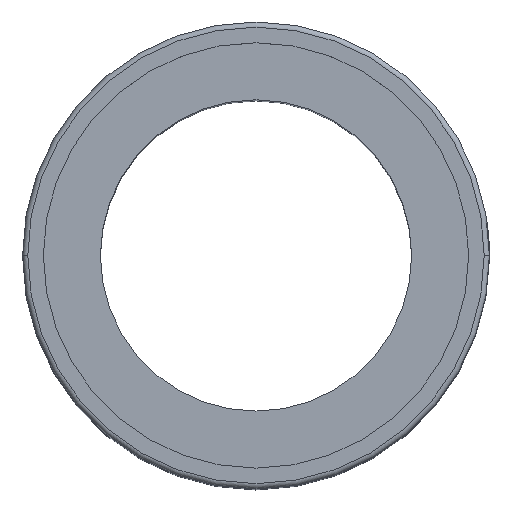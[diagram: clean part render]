
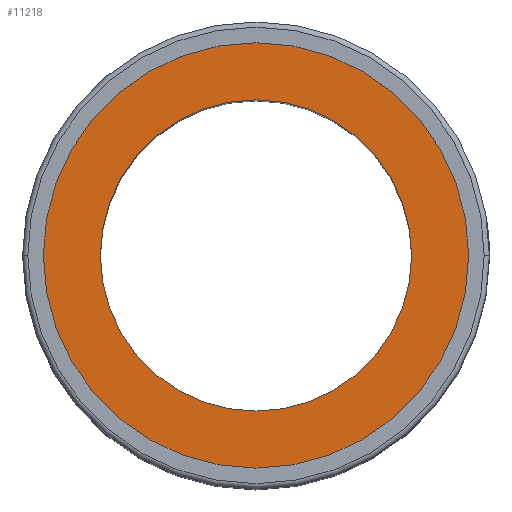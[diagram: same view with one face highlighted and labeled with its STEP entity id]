
A CAD part, top view. The second image highlights one B-rep face of the part: STEP entity #11218.
In plain terms, the highlighted planar face has unit normal (0, 0, 1).
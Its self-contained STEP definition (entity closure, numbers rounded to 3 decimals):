
#139 = VERTEX_POINT ( 'NONE', #4905 ) ;
#218 = VERTEX_POINT ( 'NONE', #14803 ) ;
#343 = AXIS2_PLACEMENT_3D ( 'NONE', #10870, #521, #9735 ) ;
#505 = DIRECTION ( 'NONE',  ( 1., 0., 0. ) ) ;
#521 = DIRECTION ( 'NONE',  ( 0., 0., 1. ) ) ;
#868 = CARTESIAN_POINT ( 'NONE',  ( 0., 0., 31.3 ) ) ;
#1249 = EDGE_CURVE ( 'NONE', #7849, #3918, #6535, .T. ) ;
#2698 = DIRECTION ( 'NONE',  ( 0., 0., 1. ) ) ;
#3918 = VERTEX_POINT ( 'NONE', #13216 ) ;
#4372 = AXIS2_PLACEMENT_3D ( 'NONE', #14232, #5979, #9537 ) ;
#4568 = AXIS2_PLACEMENT_3D ( 'NONE', #7611, #2698, #505 ) ;
#4905 = CARTESIAN_POINT ( 'NONE',  ( -20.5, 0., 31.3 ) ) ;
#5159 = EDGE_CURVE ( 'NONE', #3918, #7849, #6955, .T. ) ;
#5845 = EDGE_CURVE ( 'NONE', #218, #139, #8662, .T. ) ;
#5979 = DIRECTION ( 'NONE',  ( 0., 0., 1. ) ) ;
#6535 = CIRCLE ( 'NONE', #4372, 15. ) ;
#6600 = ORIENTED_EDGE ( 'NONE', *, *, #14219, .T. ) ;
#6772 = DIRECTION ( 'NONE',  ( 0., 0., 1. ) ) ;
#6882 = ORIENTED_EDGE ( 'NONE', *, *, #5845, .T. ) ;
#6955 = CIRCLE ( 'NONE', #4568, 15. ) ;
#7611 = CARTESIAN_POINT ( 'NONE',  ( 0., 0., 31.3 ) ) ;
#7849 = VERTEX_POINT ( 'NONE', #12188 ) ;
#8101 = PLANE ( 'NONE',  #343 ) ;
#8382 = AXIS2_PLACEMENT_3D ( 'NONE', #868, #8716, #11063 ) ;
#8662 = CIRCLE ( 'NONE', #12041, 20.5 ) ;
#8716 = DIRECTION ( 'NONE',  ( 0., 0., 1. ) ) ;
#9304 = FACE_BOUND ( 'NONE', #14562, .T. ) ;
#9336 = EDGE_LOOP ( 'NONE', ( #6882, #6600 ) ) ;
#9537 = DIRECTION ( 'NONE',  ( 1., 0., 0. ) ) ;
#9735 = DIRECTION ( 'NONE',  ( 1., 0., 0. ) ) ;
#10870 = CARTESIAN_POINT ( 'NONE',  ( 0., 0., 31.3 ) ) ;
#11063 = DIRECTION ( 'NONE',  ( 1., 0., 0. ) ) ;
#11218 = ADVANCED_FACE ( 'NONE', ( #9304, #13140 ), #8101, .T. ) ;
#11767 = CIRCLE ( 'NONE', #8382, 20.5 ) ;
#12041 = AXIS2_PLACEMENT_3D ( 'NONE', #12463, #6772, #13740 ) ;
#12188 = CARTESIAN_POINT ( 'NONE',  ( -15., 0., 31.3 ) ) ;
#12462 = ORIENTED_EDGE ( 'NONE', *, *, #5159, .F. ) ;
#12463 = CARTESIAN_POINT ( 'NONE',  ( 0., 0., 31.3 ) ) ;
#13140 = FACE_OUTER_BOUND ( 'NONE', #9336, .T. ) ;
#13216 = CARTESIAN_POINT ( 'NONE',  ( 15., 0., 31.3 ) ) ;
#13740 = DIRECTION ( 'NONE',  ( 1., 0., 0. ) ) ;
#14219 = EDGE_CURVE ( 'NONE', #139, #218, #11767, .T. ) ;
#14232 = CARTESIAN_POINT ( 'NONE',  ( 0., 0., 31.3 ) ) ;
#14562 = EDGE_LOOP ( 'NONE', ( #14915, #12462 ) ) ;
#14803 = CARTESIAN_POINT ( 'NONE',  ( 20.5, 0., 31.3 ) ) ;
#14915 = ORIENTED_EDGE ( 'NONE', *, *, #1249, .F. ) ;
